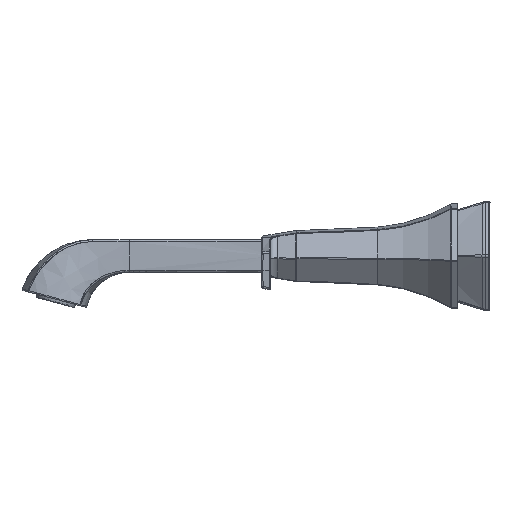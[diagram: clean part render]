
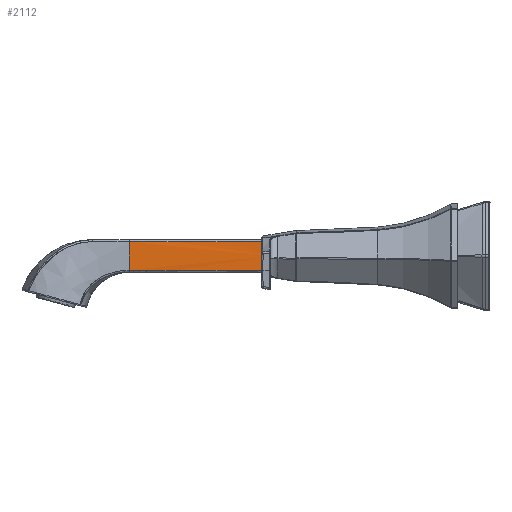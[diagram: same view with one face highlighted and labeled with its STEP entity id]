
A CAD part, left-side view. The second image highlights one B-rep face of the part: STEP entity #2112.
In plain terms, the highlighted cylindrical face has radius 3195.51 mm (diameter 6391.02 mm), a partial arc.
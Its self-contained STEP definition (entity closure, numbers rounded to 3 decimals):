
#2057=CARTESIAN_POINT('Axis2P3D Location',(-3205.51,135.,0.)) ;
#2062=CARTESIAN_POINT('Axis2P3D Location',(-3205.51,135.,-6.5)) ;
#2066=CARTESIAN_POINT('Vertex',(-10.,135.,-6.5)) ;
#2068=CARTESIAN_POINT('Vertex',(-10.688,201.327,-6.5)) ;
#2071=CARTESIAN_POINT('Axis2P3D Location',(-3205.51,135.,-6.5)) ;
#2075=CARTESIAN_POINT('Vertex',(-10.689,201.348,-6.5)) ;
#2078=CARTESIAN_POINT('Line Origine',(-10.689,201.348,0.)) ;
#2082=CARTESIAN_POINT('Vertex',(-10.689,201.348,6.5)) ;
#2085=CARTESIAN_POINT('Axis2P3D Location',(-3205.51,135.,6.5)) ;
#2089=CARTESIAN_POINT('Vertex',(-10.,135.,6.5)) ;
#2092=CARTESIAN_POINT('Line Origine',(-10.,135.,0.)) ;
#2096=CARTESIAN_POINT('Vertex',(-10.,135.,0.)) ;
#2099=CARTESIAN_POINT('Line Origine',(-10.,135.,0.)) ;
#2080=VECTOR('Line Direction',#2079,1.) ;
#2094=VECTOR('Line Direction',#2093,1.) ;
#2101=VECTOR('Line Direction',#2100,1.) ;
#2058=DIRECTION('Axis2P3D Direction',(0.,0.,-1.)) ;
#2059=DIRECTION('Axis2P3D XDirection',(1.,0.021,0.)) ;
#2063=DIRECTION('Axis2P3D Direction',(0.,0.,-1.)) ;
#2072=DIRECTION('Axis2P3D Direction',(0.,0.,-1.)) ;
#2079=DIRECTION('Vector Direction',(0.,0.,-1.)) ;
#2086=DIRECTION('Axis2P3D Direction',(0.,0.,-1.)) ;
#2093=DIRECTION('Vector Direction',(0.,0.,-1.)) ;
#2100=DIRECTION('Vector Direction',(0.,0.,-1.)) ;
#2060=AXIS2_PLACEMENT_3D('Cylinder Axis2P3D',#2057,#2058,#2059) ;
#2064=AXIS2_PLACEMENT_3D('Circle Axis2P3D',#2062,#2063,$) ;
#2073=AXIS2_PLACEMENT_3D('Circle Axis2P3D',#2071,#2072,$) ;
#2087=AXIS2_PLACEMENT_3D('Circle Axis2P3D',#2085,#2086,$) ;
#2081=LINE('Line',#2078,#2080) ;
#2095=LINE('Line',#2092,#2094) ;
#2102=LINE('Line',#2099,#2101) ;
#2065=CIRCLE('generated circle',#2064,3195.51) ;
#2074=CIRCLE('generated circle',#2073,3195.51) ;
#2088=CIRCLE('generated circle',#2087,3195.51) ;
#2061=CYLINDRICAL_SURFACE('generated cylinder',#2060,3195.51) ;
#2070=EDGE_CURVE('',#2067,#2069,#2065,.F.) ;
#2077=EDGE_CURVE('',#2069,#2076,#2074,.F.) ;
#2084=EDGE_CURVE('',#2076,#2083,#2081,.F.) ;
#2091=EDGE_CURVE('',#2083,#2090,#2088,.T.) ;
#2098=EDGE_CURVE('',#2090,#2097,#2095,.T.) ;
#2103=EDGE_CURVE('',#2097,#2067,#2102,.T.) ;
#2105=ORIENTED_EDGE('',*,*,#2070,.T.) ;
#2106=ORIENTED_EDGE('',*,*,#2077,.T.) ;
#2107=ORIENTED_EDGE('',*,*,#2084,.T.) ;
#2108=ORIENTED_EDGE('',*,*,#2091,.T.) ;
#2109=ORIENTED_EDGE('',*,*,#2098,.T.) ;
#2110=ORIENTED_EDGE('',*,*,#2103,.T.) ;
#2104=EDGE_LOOP('',(#2105,#2106,#2107,#2108,#2109,#2110)) ;
#2067=VERTEX_POINT('',#2066) ;
#2069=VERTEX_POINT('',#2068) ;
#2076=VERTEX_POINT('',#2075) ;
#2083=VERTEX_POINT('',#2082) ;
#2090=VERTEX_POINT('',#2089) ;
#2097=VERTEX_POINT('',#2096) ;
#2112=ADVANCED_FACE('PR.0285.07_AllCATPart.1\\P30837.1\\PartBody',(#2111),#2061,.T.) ;
#2111=FACE_OUTER_BOUND('',#2104,.T.) ;
